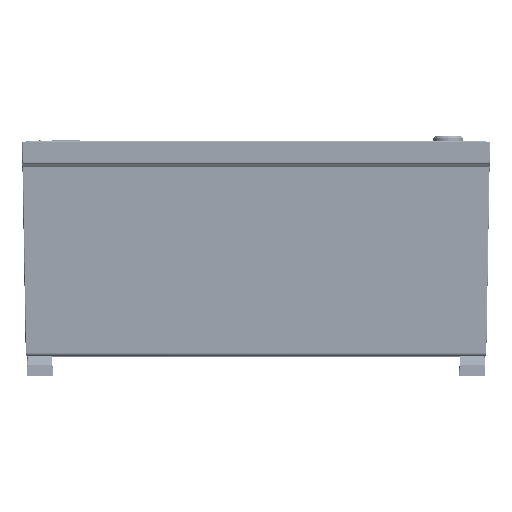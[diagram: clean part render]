
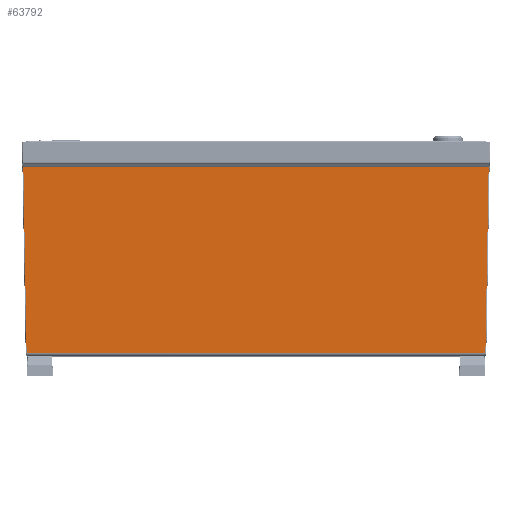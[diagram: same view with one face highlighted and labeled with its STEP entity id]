
A CAD part, top view. The second image highlights one B-rep face of the part: STEP entity #63792.
In plain terms, the highlighted planar face has unit normal (0, -0.019, 1).
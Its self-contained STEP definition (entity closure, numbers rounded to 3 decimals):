
#12440=DIRECTION('',(-1.,0.,0.));
#12441=VECTOR('',#12440,490.138);
#12442=CARTESIAN_POINT('',(245.069,3.926,284.073));
#12443=LINE('',#12442,#12441);
#12466=DIRECTION('',(0.017,-1.,-0.019));
#12467=VECTOR('',#12466,198.763);
#12468=CARTESIAN_POINT('',(-248.539,202.624,
287.793));
#12469=LINE('',#12468,#12467);
#12470=DIRECTION('',(0.017,1.,0.019));
#12471=VECTOR('',#12470,198.763);
#12472=CARTESIAN_POINT('',(245.069,3.926,284.073));
#12473=LINE('',#12472,#12471);
#12739=DIRECTION('',(1.,0.,0.));
#12740=VECTOR('',#12739,497.079);
#12741=CARTESIAN_POINT('',(-248.539,202.624,
287.793));
#12742=LINE('',#12741,#12740);
#33599=CARTESIAN_POINT('',(-248.539,202.624,
287.793));
#33600=CARTESIAN_POINT('',(-245.069,3.926,
284.073));
#33601=VERTEX_POINT('',#33599);
#33602=VERTEX_POINT('',#33600);
#33613=CARTESIAN_POINT('',(245.069,3.926,284.073));
#33614=VERTEX_POINT('',#33613);
#33615=CARTESIAN_POINT('',(248.539,202.624,287.793));
#33616=VERTEX_POINT('',#33615);
#63778=CARTESIAN_POINT('',(260.,203.,287.8));
#63779=DIRECTION('',(0.,0.019,-1.));
#63780=DIRECTION('',(0.,1.,0.019));
#63781=AXIS2_PLACEMENT_3D('',#63778,#63779,#63780);
#63782=PLANE('',#63781);
#63784=ORIENTED_EDGE('',*,*,#63783,.F.);
#63786=ORIENTED_EDGE('',*,*,#63785,.T.);
#63788=ORIENTED_EDGE('',*,*,#63787,.F.);
#63789=ORIENTED_EDGE('',*,*,#63769,.T.);
#63790=EDGE_LOOP('',(#63784,#63786,#63788,#63789));
#63791=FACE_OUTER_BOUND('',#63790,.F.);
#63769=EDGE_CURVE('',#33614,#33602,#12443,.T.);
#63783=EDGE_CURVE('',#33601,#33602,#12469,.T.);
#63785=EDGE_CURVE('',#33601,#33616,#12742,.T.);
#63787=EDGE_CURVE('',#33614,#33616,#12473,.T.);
#63792=ADVANCED_FACE('',(#63791),#63782,.F.);
